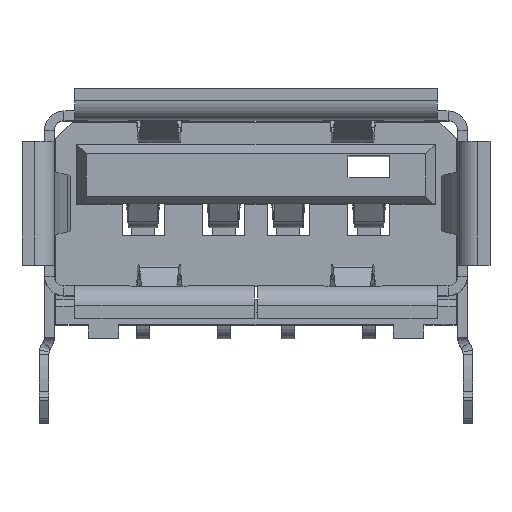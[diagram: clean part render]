
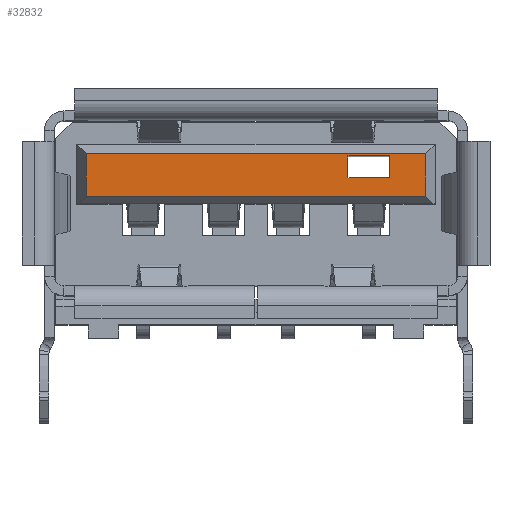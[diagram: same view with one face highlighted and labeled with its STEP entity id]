
A CAD part, top view. The second image highlights one B-rep face of the part: STEP entity #32832.
In plain terms, the highlighted planar face has unit normal (0, 0, 1).
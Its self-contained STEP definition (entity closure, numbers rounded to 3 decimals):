
#140 = VERTEX_POINT ( 'NONE', #32852 ) ;
#146 = CARTESIAN_POINT ( 'NONE',  ( 5.261, 4.389, 13.5 ) ) ;
#717 = FACE_BOUND ( 'NONE', #31912, .T. ) ;
#1247 = LINE ( 'NONE', #27152, #24803 ) ;
#1297 = VERTEX_POINT ( 'NONE', #26868 ) ;
#3227 = EDGE_CURVE ( 'NONE', #140, #6937, #36659, .T. ) ;
#4028 = DIRECTION ( 'NONE',  ( 0., 0., 1. ) ) ;
#5582 = VECTOR ( 'NONE', #9903, 1000. ) ;
#5913 = ORIENTED_EDGE ( 'NONE', *, *, #33696, .F. ) ;
#6077 = DIRECTION ( 'NONE',  ( 0., 1., 0. ) ) ;
#6125 = ORIENTED_EDGE ( 'NONE', *, *, #28365, .T. ) ;
#6491 = DIRECTION ( 'NONE',  ( 0., -1., 0. ) ) ;
#6937 = VERTEX_POINT ( 'NONE', #146 ) ;
#7585 = VERTEX_POINT ( 'NONE', #22048 ) ;
#7766 = DIRECTION ( 'NONE',  ( 1., 0., 0. ) ) ;
#8161 = VECTOR ( 'NONE', #7766, 1000. ) ;
#8693 = CARTESIAN_POINT ( 'NONE',  ( 2.85, 5.644, 13.5 ) ) ;
#9903 = DIRECTION ( 'NONE',  ( 0., 1., 0. ) ) ;
#10761 = EDGE_CURVE ( 'NONE', #14772, #1297, #26923, .T. ) ;
#11706 = ORIENTED_EDGE ( 'NONE', *, *, #23487, .F. ) ;
#11964 = ORIENTED_EDGE ( 'NONE', *, *, #26860, .T. ) ;
#12839 = DIRECTION ( 'NONE',  ( 1., 0., 0. ) ) ;
#13592 = CARTESIAN_POINT ( 'NONE',  ( 5.261, 5.721, 13.5 ) ) ;
#13912 = ORIENTED_EDGE ( 'NONE', *, *, #32148, .T. ) ;
#14417 = VECTOR ( 'NONE', #6077, 1000. ) ;
#14772 = VERTEX_POINT ( 'NONE', #22617 ) ;
#14788 = VECTOR ( 'NONE', #18526, 1000. ) ;
#15728 = CARTESIAN_POINT ( 'NONE',  ( 0., 5.055, 13.5 ) ) ;
#15834 = LINE ( 'NONE', #36096, #14788 ) ;
#16278 = VECTOR ( 'NONE', #33175, 1000. ) ;
#16343 = CARTESIAN_POINT ( 'NONE',  ( 4.15, 5.644, 13.5 ) ) ;
#16449 = LINE ( 'NONE', #13592, #33608 ) ;
#18301 = ORIENTED_EDGE ( 'NONE', *, *, #3227, .T. ) ;
#18526 = DIRECTION ( 'NONE',  ( 0., -1., 0. ) ) ;
#20689 = LINE ( 'NONE', #34652, #37239 ) ;
#21459 = PLANE ( 'NONE',  #34008 ) ;
#21645 = FACE_OUTER_BOUND ( 'NONE', #24361, .T. ) ;
#22048 = CARTESIAN_POINT ( 'NONE',  ( 5.261, 5.721, 13.5 ) ) ;
#22617 = CARTESIAN_POINT ( 'NONE',  ( 4.15, 4.974, 13.5 ) ) ;
#23487 = EDGE_CURVE ( 'NONE', #35229, #31107, #15834, .T. ) ;
#24361 = EDGE_LOOP ( 'NONE', ( #18301, #6125, #11964, #13912 ) ) ;
#24388 = LINE ( 'NONE', #16343, #16278 ) ;
#24803 = VECTOR ( 'NONE', #6491, 1000. ) ;
#26359 = CARTESIAN_POINT ( 'NONE',  ( 4.15, 4.974, 13.5 ) ) ;
#26490 = ORIENTED_EDGE ( 'NONE', *, *, #26730, .T. ) ;
#26730 = EDGE_CURVE ( 'NONE', #14772, #31107, #20689, .T. ) ;
#26860 = EDGE_CURVE ( 'NONE', #7585, #32659, #16449, .T. ) ;
#26868 = CARTESIAN_POINT ( 'NONE',  ( 4.15, 5.644, 13.5 ) ) ;
#26923 = LINE ( 'NONE', #26359, #14417 ) ;
#27152 = CARTESIAN_POINT ( 'NONE',  ( -5.261, 5.721, 13.5 ) ) ;
#27683 = CARTESIAN_POINT ( 'NONE',  ( -5.261, 4.389, 13.5 ) ) ;
#28316 = CARTESIAN_POINT ( 'NONE',  ( 2.85, 4.974, 13.5 ) ) ;
#28365 = EDGE_CURVE ( 'NONE', #6937, #7585, #36302, .T. ) ;
#31040 = CARTESIAN_POINT ( 'NONE',  ( -5.261, 5.721, 13.5 ) ) ;
#31107 = VERTEX_POINT ( 'NONE', #28316 ) ;
#31912 = EDGE_LOOP ( 'NONE', ( #5913, #33038, #26490, #11706 ) ) ;
#32148 = EDGE_CURVE ( 'NONE', #32659, #140, #1247, .T. ) ;
#32364 = DIRECTION ( 'NONE',  ( -1., 0., 0. ) ) ;
#32659 = VERTEX_POINT ( 'NONE', #31040 ) ;
#32832 = ADVANCED_FACE ( 'NONE', ( #21645, #717 ), #21459, .T. ) ;
#32852 = CARTESIAN_POINT ( 'NONE',  ( -5.261, 4.389, 13.5 ) ) ;
#33038 = ORIENTED_EDGE ( 'NONE', *, *, #10761, .F. ) ;
#33175 = DIRECTION ( 'NONE',  ( -1., 0., 0. ) ) ;
#33608 = VECTOR ( 'NONE', #36341, 1000. ) ;
#33696 = EDGE_CURVE ( 'NONE', #1297, #35229, #24388, .T. ) ;
#34008 = AXIS2_PLACEMENT_3D ( 'NONE', #15728, #4028, #12839 ) ;
#34652 = CARTESIAN_POINT ( 'NONE',  ( 4.15, 4.974, 13.5 ) ) ;
#35229 = VERTEX_POINT ( 'NONE', #8693 ) ;
#36096 = CARTESIAN_POINT ( 'NONE',  ( 2.85, 5.644, 13.5 ) ) ;
#36117 = CARTESIAN_POINT ( 'NONE',  ( 5.261, 4.389, 13.5 ) ) ;
#36302 = LINE ( 'NONE', #36117, #5582 ) ;
#36341 = DIRECTION ( 'NONE',  ( -1., 0., 0. ) ) ;
#36659 = LINE ( 'NONE', #27683, #8161 ) ;
#37239 = VECTOR ( 'NONE', #32364, 1000. ) ;
